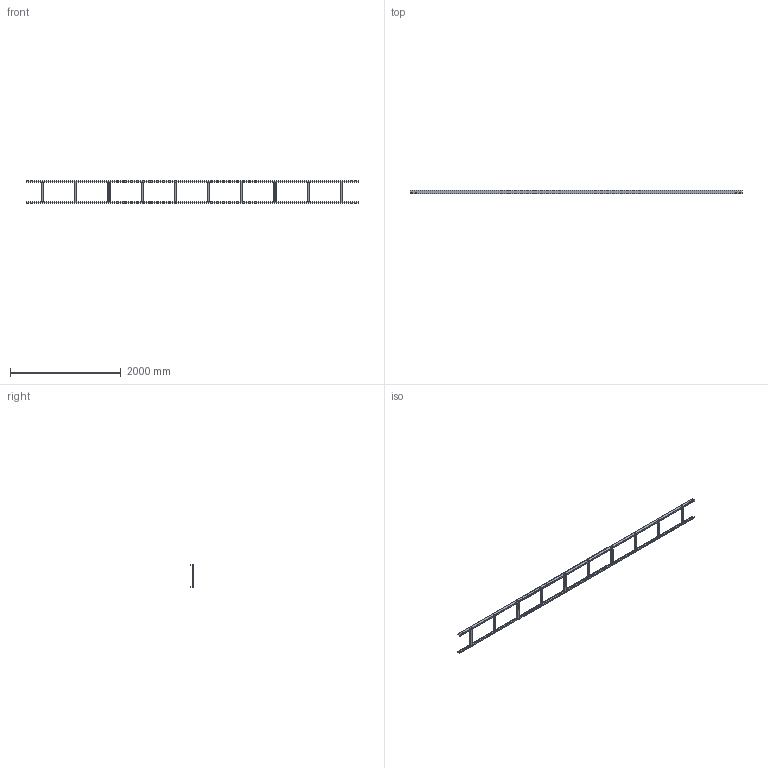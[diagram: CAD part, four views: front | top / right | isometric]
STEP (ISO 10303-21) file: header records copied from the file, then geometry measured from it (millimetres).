
FILE_DESCRIPTION((''),'2;1');
FILE_NAME('6010626_REFERENZ_ASM','2012-12-13T',('AndreasKeweloh'),(''),'PRO/ENGINEER BY PARAMETRIC TECHNOLOGY CORPORATION, 2012230','PRO/ENGINEER BY PARAMETRIC TECHNOLOGY CORPORATION, 2012230','');
FILE_SCHEMA(('CONFIG_CONTROL_DESIGN'));
Length unit declared in the file: millimetre
Products named in the file (3): 6010_REF_HOLM; 6010_REF_SPROSSE; 6010626_REFERENZ_ASM
Assembly tree (12 placements, depth 2):
  6010626_REFERENZ_ASM
    6010_REF_HOLM  x2
    6010_REF_SPROSSE  x10
Bounding box: 6000 x 60 x 400 mm (x, y, z)
Volume: 2555884.3 mm3; surface area: 3200979.2 mm2
Topology: 12 solids, 12 shells, 408 faces, 1120 edges, 736 vertices
Faces by surface type: plane 248, cylinder 160
Entity records: 2836 total; most frequent: CARTESIAN_POINT 633, ORIENTED_EDGE 448, DIRECTION 410, EDGE_CURVE 224, VECTOR 152, LINE 152, VERTEX_POINT 144, AXIS2_PLACEMENT_3D 129
